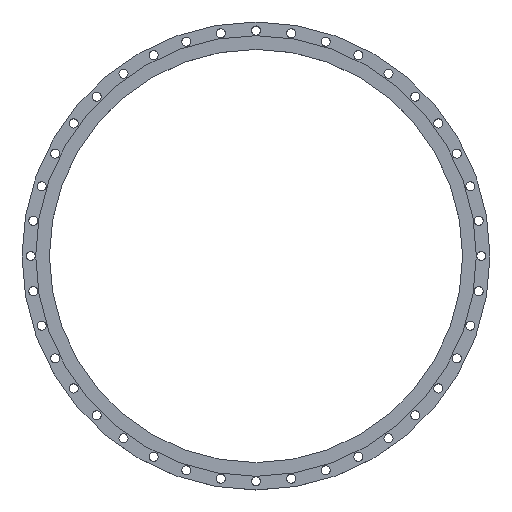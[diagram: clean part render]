
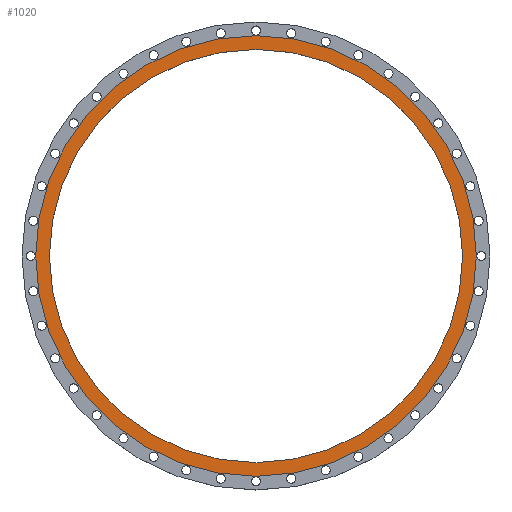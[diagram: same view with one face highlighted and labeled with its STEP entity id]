
A CAD part, top view. The second image highlights one B-rep face of the part: STEP entity #1020.
In plain terms, the highlighted planar face has unit normal (0, 0, 1).
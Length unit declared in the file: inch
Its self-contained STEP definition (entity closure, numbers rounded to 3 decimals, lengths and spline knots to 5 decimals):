
#40 = AXIS2_PLACEMENT_3D ( 'NONE', #838, #3289, #888 ) ;
#85 = CARTESIAN_POINT ( 'NONE',  ( 0., 0., 0. ) ) ;
#290 = CARTESIAN_POINT ( 'NONE',  ( 0., 0., 0. ) ) ;
#310 = CIRCLE ( 'NONE', #2771, 24.125 ) ;
#431 = CIRCLE ( 'NONE', #3400, 22.625 ) ;
#558 = DIRECTION ( 'NONE',  ( 0., 0., -1. ) ) ;
#753 = VERTEX_POINT ( 'NONE', #3005 ) ;
#781 = CARTESIAN_POINT ( 'NONE',  ( 0., 22.625, 0. ) ) ;
#838 = CARTESIAN_POINT ( 'NONE',  ( 0., 0., 0. ) ) ;
#888 = DIRECTION ( 'NONE',  ( 1., 0., 0. ) ) ;
#950 = ORIENTED_EDGE ( 'NONE', *, *, #2156, .F. ) ;
#955 = EDGE_CURVE ( 'NONE', #3440, #753, #310, .T. ) ;
#987 = CIRCLE ( 'NONE', #2830, 24.125 ) ;
#1020 = ADVANCED_FACE ( 'NONE', ( #2949, #2112 ), #3174, .F. ) ;
#1167 = EDGE_LOOP ( 'NONE', ( #2140, #2311 ) ) ;
#1177 = VERTEX_POINT ( 'NONE', #3014 ) ;
#1218 = ORIENTED_EDGE ( 'NONE', *, *, #3368, .F. ) ;
#1327 = DIRECTION ( 'NONE',  ( 1., 0., 0. ) ) ;
#1456 = DIRECTION ( 'NONE',  ( 0., 0., 1. ) ) ;
#1628 = CARTESIAN_POINT ( 'NONE',  ( 0., 0., 0. ) ) ;
#1746 = CARTESIAN_POINT ( 'NONE',  ( -22.625, 0., 0. ) ) ;
#1810 = VERTEX_POINT ( 'NONE', #1746 ) ;
#2112 = FACE_OUTER_BOUND ( 'NONE', #1167, .T. ) ;
#2140 = ORIENTED_EDGE ( 'NONE', *, *, #955, .T. ) ;
#2156 = EDGE_CURVE ( 'NONE', #1810, #1177, #2218, .T. ) ;
#2218 = CIRCLE ( 'NONE', #40, 22.625 ) ;
#2311 = ORIENTED_EDGE ( 'NONE', *, *, #2982, .T. ) ;
#2318 = AXIS2_PLACEMENT_3D ( 'NONE', #781, #558, #2911 ) ;
#2375 = DIRECTION ( 'NONE',  ( 1., 0., 0. ) ) ;
#2472 = DIRECTION ( 'NONE',  ( 1., 0., 0. ) ) ;
#2771 = AXIS2_PLACEMENT_3D ( 'NONE', #290, #2962, #1327 ) ;
#2830 = AXIS2_PLACEMENT_3D ( 'NONE', #85, #1456, #2472 ) ;
#2911 = DIRECTION ( 'NONE',  ( -1., 0., 0. ) ) ;
#2949 = FACE_BOUND ( 'NONE', #3063, .T. ) ;
#2962 = DIRECTION ( 'NONE',  ( 0., 0., 1. ) ) ;
#2982 = EDGE_CURVE ( 'NONE', #753, #3440, #987, .T. ) ;
#3005 = CARTESIAN_POINT ( 'NONE',  ( -24.125, 0., 0. ) ) ;
#3014 = CARTESIAN_POINT ( 'NONE',  ( 22.625, 0., 0. ) ) ;
#3063 = EDGE_LOOP ( 'NONE', ( #1218, #950 ) ) ;
#3174 = PLANE ( 'NONE',  #2318 ) ;
#3194 = DIRECTION ( 'NONE',  ( 0., 0., 1. ) ) ;
#3289 = DIRECTION ( 'NONE',  ( 0., 0., 1. ) ) ;
#3291 = CARTESIAN_POINT ( 'NONE',  ( 24.125, 0., 0. ) ) ;
#3368 = EDGE_CURVE ( 'NONE', #1177, #1810, #431, .T. ) ;
#3400 = AXIS2_PLACEMENT_3D ( 'NONE', #1628, #3194, #2375 ) ;
#3440 = VERTEX_POINT ( 'NONE', #3291 ) ;
